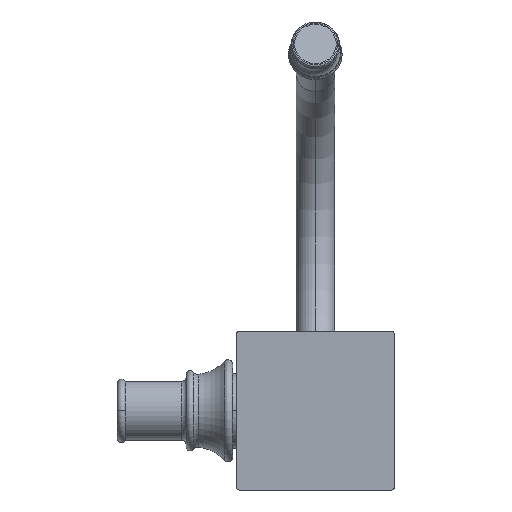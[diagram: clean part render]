
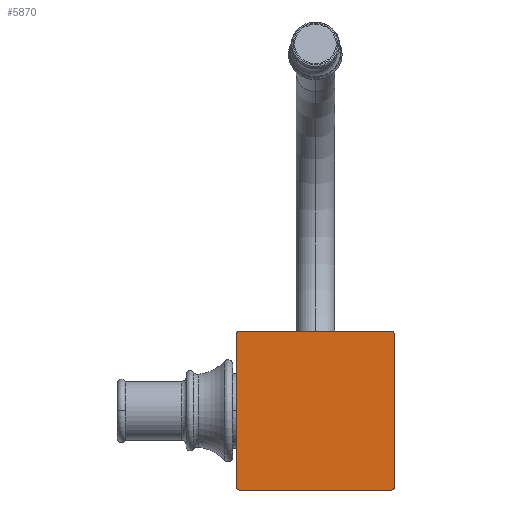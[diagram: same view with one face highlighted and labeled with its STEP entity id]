
A CAD part, front view. The second image highlights one B-rep face of the part: STEP entity #5870.
In plain terms, the highlighted planar face has unit normal (0, -1, 0).
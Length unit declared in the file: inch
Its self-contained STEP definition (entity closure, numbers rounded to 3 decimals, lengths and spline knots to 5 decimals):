
#564=CARTESIAN_POINT('',(-0.985,0.,0.985));
#565=DIRECTION('',(0.,-1.,0.));
#566=DIRECTION('',(0.,0.,1.));
#567=AXIS2_PLACEMENT_3D('',#564,#565,#566);
#574=DIRECTION('',(1.,0.,0.));
#575=VECTOR('',#574,1.97);
#576=CARTESIAN_POINT('',(-0.985,0.,1.025));
#577=LINE('',#576,#575);
#600=CARTESIAN_POINT('',(0.985,0.,0.985));
#601=DIRECTION('',(0.,-1.,0.));
#602=DIRECTION('',(1.,0.,0.));
#603=AXIS2_PLACEMENT_3D('',#600,#601,#602);
#610=DIRECTION('',(0.,0.,-1.));
#611=VECTOR('',#610,1.97);
#612=CARTESIAN_POINT('',(1.025,0.,0.985));
#613=LINE('',#612,#611);
#636=CARTESIAN_POINT('',(0.985,0.,-0.985));
#637=DIRECTION('',(0.,-1.,0.));
#638=DIRECTION('',(0.,0.,-1.));
#639=AXIS2_PLACEMENT_3D('',#636,#637,#638);
#646=DIRECTION('',(-1.,0.,0.));
#647=VECTOR('',#646,1.97);
#648=CARTESIAN_POINT('',(0.985,0.,-1.025));
#649=LINE('',#648,#647);
#672=CARTESIAN_POINT('',(-0.985,0.,-0.985));
#673=DIRECTION('',(0.,-1.,0.));
#674=DIRECTION('',(-1.,0.,0.));
#675=AXIS2_PLACEMENT_3D('',#672,#673,#674);
#682=DIRECTION('',(0.,0.,1.));
#683=VECTOR('',#682,1.97);
#684=CARTESIAN_POINT('',(-1.025,0.,-0.985));
#685=LINE('',#684,#683);
#3887=CARTESIAN_POINT('',(-0.985,0.,1.025));
#3888=CARTESIAN_POINT('',(-1.025,0.,0.985));
#3889=VERTEX_POINT('',#3887);
#3890=VERTEX_POINT('',#3888);
#3891=CARTESIAN_POINT('',(0.985,0.,1.025));
#3892=VERTEX_POINT('',#3891);
#3893=CARTESIAN_POINT('',(1.025,0.,0.985));
#3894=VERTEX_POINT('',#3893);
#3895=CARTESIAN_POINT('',(1.025,0.,-0.985));
#3896=VERTEX_POINT('',#3895);
#3897=CARTESIAN_POINT('',(0.985,0.,-1.025));
#3898=VERTEX_POINT('',#3897);
#3899=CARTESIAN_POINT('',(-0.985,0.,-1.025));
#3900=VERTEX_POINT('',#3899);
#3901=CARTESIAN_POINT('',(-1.025,0.,-0.985));
#3902=VERTEX_POINT('',#3901);
#5848=CARTESIAN_POINT('',(0.,0.,0.));
#5849=DIRECTION('',(0.,1.,0.));
#5850=DIRECTION('',(0.,0.,-1.));
#5851=AXIS2_PLACEMENT_3D('',#5848,#5849,#5850);
#5852=PLANE('',#5851);
#5853=ORIENTED_EDGE('',*,*,#5838,.F.);
#5855=ORIENTED_EDGE('',*,*,#5854,.T.);
#5857=ORIENTED_EDGE('',*,*,#5856,.F.);
#5859=ORIENTED_EDGE('',*,*,#5858,.T.);
#5861=ORIENTED_EDGE('',*,*,#5860,.F.);
#5863=ORIENTED_EDGE('',*,*,#5862,.T.);
#5865=ORIENTED_EDGE('',*,*,#5864,.F.);
#5867=ORIENTED_EDGE('',*,*,#5866,.T.);
#5868=EDGE_LOOP('',(#5853,#5855,#5857,#5859,#5861,#5863,#5865,#5867));
#5869=FACE_OUTER_BOUND('',#5868,.F.);
#5870=ADVANCED_FACE('',(#5869),#5852,.F.);
#568=CIRCLE('',#567,0.04);
#604=CIRCLE('',#603,0.04);
#640=CIRCLE('',#639,0.04);
#676=CIRCLE('',#675,0.04);
#5838=EDGE_CURVE('',#3889,#3890,#568,.T.);
#5854=EDGE_CURVE('',#3889,#3892,#577,.T.);
#5856=EDGE_CURVE('',#3894,#3892,#604,.T.);
#5858=EDGE_CURVE('',#3894,#3896,#613,.T.);
#5860=EDGE_CURVE('',#3898,#3896,#640,.T.);
#5862=EDGE_CURVE('',#3898,#3900,#649,.T.);
#5864=EDGE_CURVE('',#3902,#3900,#676,.T.);
#5866=EDGE_CURVE('',#3902,#3890,#685,.T.);
